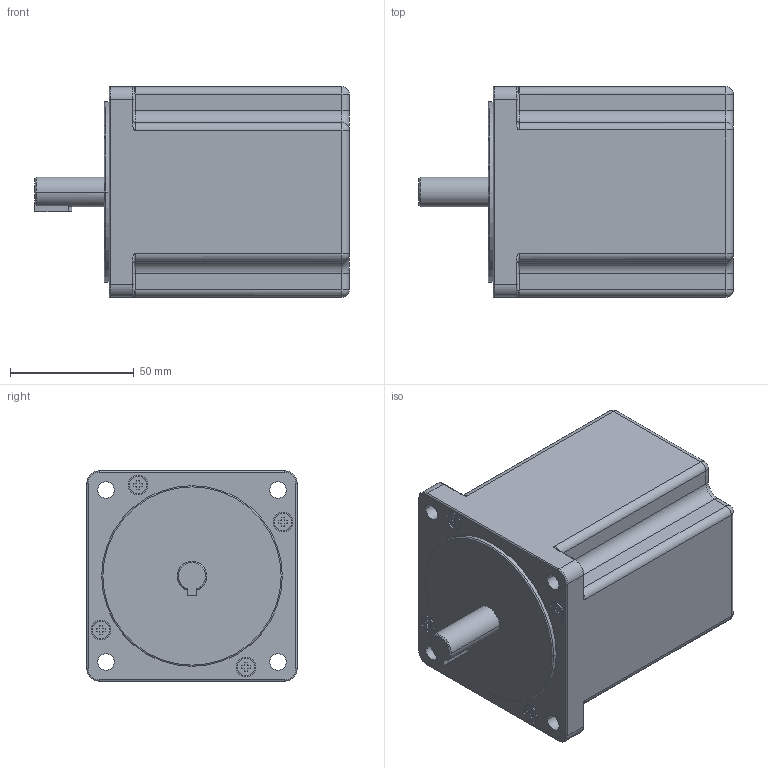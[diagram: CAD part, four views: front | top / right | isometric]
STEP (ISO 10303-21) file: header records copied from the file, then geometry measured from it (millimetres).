
FILE_DESCRIPTION((''),'2;1');
FILE_NAME('44','2017-04-07T',('Administrator'),(''),'PRO/ENGINEER BY PARAMETRIC TECHNOLOGY CORPORATION, 2010100','PRO/ENGINEER BY PARAMETRIC TECHNOLOGY CORPORATION, 2010100','');
FILE_SCHEMA(('CONFIG_CONTROL_DESIGN'));
Length unit declared in the file: millimetre
Products named in the file (1): 44
Bounding box: 127 x 85 x 85 mm (x, y, z)
Volume: 637569.7 mm3; surface area: 47360.4 mm2
Topology: 1 solids, 1 shells, 197 faces, 469 edges, 288 vertices
Faces by surface type: plane 84, cylinder 78, torus 18, bspline 8, sphere 8, cone 1
Entity records: 7191 total; most frequent: CARTESIAN_POINT 2547, DIRECTION 980, ORIENTED_EDGE 938, EDGE_CURVE 469, AXIS2_PLACEMENT_3D 350, VERTEX_POINT 288, VECTOR 280, LINE 280
